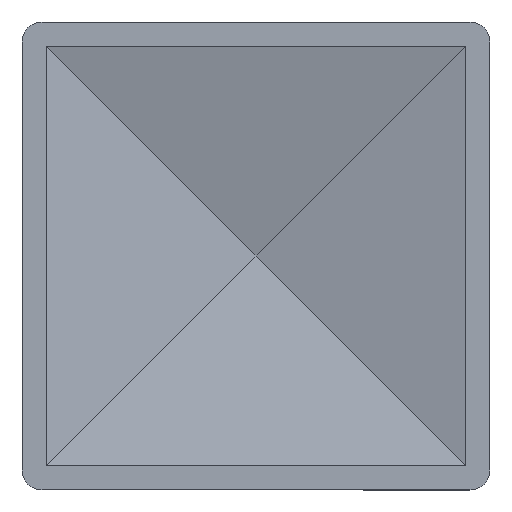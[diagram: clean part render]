
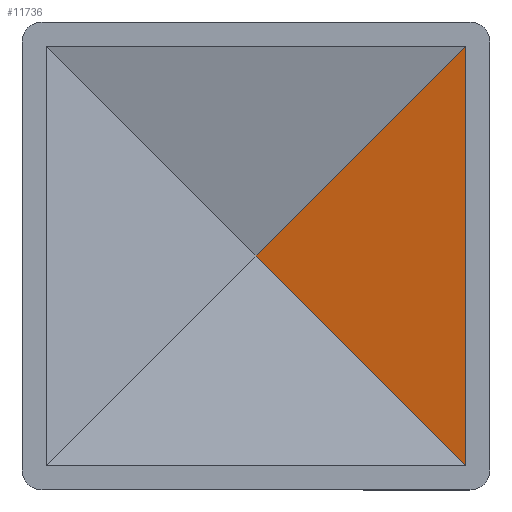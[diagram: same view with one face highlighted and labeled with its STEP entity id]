
A CAD part, front view. The second image highlights one B-rep face of the part: STEP entity #11736.
In plain terms, the highlighted planar face has unit normal (-0.242, -0.97, 0).
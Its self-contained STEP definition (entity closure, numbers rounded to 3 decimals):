
#665 = DIRECTION ( 'NONE',  ( 0.97, -0.243, 0. ) ) ;
#2249 = DIRECTION ( 'NONE',  ( 0.696, -0.174, -0.696 ) ) ;
#3053 = CARTESIAN_POINT ( 'NONE',  ( 15.7, 6.266, -15.7 ) ) ;
#3102 = AXIS2_PLACEMENT_3D ( 'NONE', #10592, #6043, #665 ) ;
#3158 = CARTESIAN_POINT ( 'NONE',  ( 9.72, 7.761, -9.72 ) ) ;
#3561 = LINE ( 'NONE', #3158, #9103 ) ;
#3939 = VERTEX_POINT ( 'NONE', #9743 ) ;
#4696 = ORIENTED_EDGE ( 'NONE', *, *, #10735, .T. ) ;
#5292 = EDGE_LOOP ( 'NONE', ( #4696, #11646, #11029 ) ) ;
#5397 = VERTEX_POINT ( 'NONE', #7770 ) ;
#5533 = CARTESIAN_POINT ( 'NONE',  ( 15.7, 6.266, -17.5 ) ) ;
#6043 = DIRECTION ( 'NONE',  ( -0.243, -0.97, 0. ) ) ;
#6542 = LINE ( 'NONE', #11412, #10229 ) ;
#7447 = DIRECTION ( 'NONE',  ( 0., 0., 1. ) ) ;
#7517 = FACE_OUTER_BOUND ( 'NONE', #5292, .T. ) ;
#7770 = CARTESIAN_POINT ( 'NONE',  ( 15.7, 6.266, 15.7 ) ) ;
#7803 = DIRECTION ( 'NONE',  ( 0.696, -0.174, 0.696 ) ) ;
#7969 = VECTOR ( 'NONE', #7447, 1000. ) ;
#9103 = VECTOR ( 'NONE', #2249, 1000. ) ;
#9729 = PLANE ( 'NONE',  #3102 ) ;
#9743 = CARTESIAN_POINT ( 'NONE',  ( 0., 10.191, 0. ) ) ;
#9952 = EDGE_CURVE ( 'NONE', #3939, #5397, #6542, .T. ) ;
#10229 = VECTOR ( 'NONE', #7803, 1000. ) ;
#10377 = LINE ( 'NONE', #5533, #7969 ) ;
#10592 = CARTESIAN_POINT ( 'NONE',  ( 2.398, 9.591, -17.5 ) ) ;
#10599 = EDGE_CURVE ( 'NONE', #10908, #5397, #10377, .T. ) ;
#10735 = EDGE_CURVE ( 'NONE', #3939, #10908, #3561, .T. ) ;
#10908 = VERTEX_POINT ( 'NONE', #3053 ) ;
#11029 = ORIENTED_EDGE ( 'NONE', *, *, #9952, .F. ) ;
#11412 = CARTESIAN_POINT ( 'NONE',  ( -7.25, 12.003, -7.25 ) ) ;
#11646 = ORIENTED_EDGE ( 'NONE', *, *, #10599, .T. ) ;
#11736 = ADVANCED_FACE ( 'NONE', ( #7517 ), #9729, .T. ) ;
